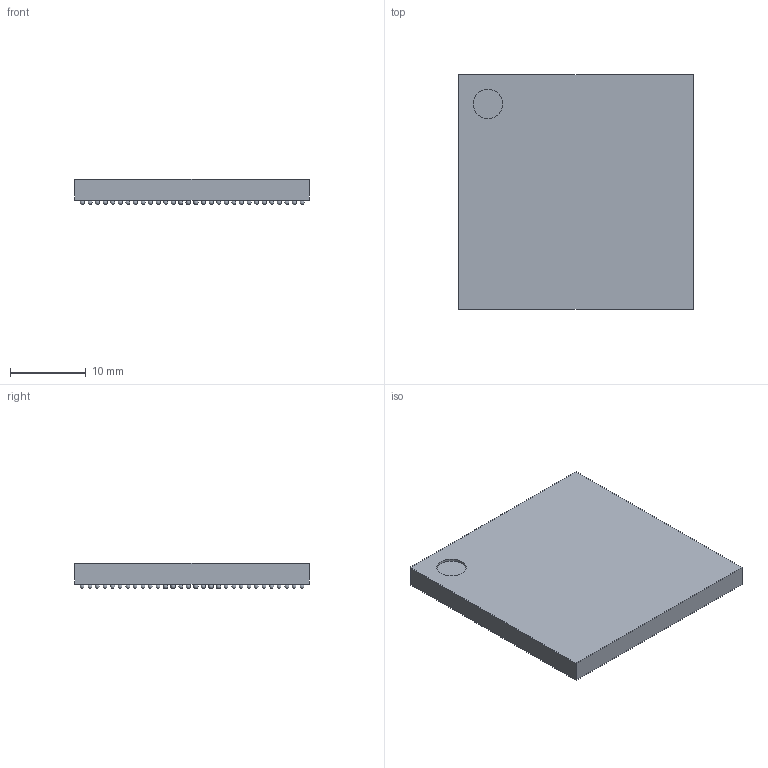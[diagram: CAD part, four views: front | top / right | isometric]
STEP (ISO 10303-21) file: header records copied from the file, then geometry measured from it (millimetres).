
FILE_DESCRIPTION(('FreeCAD Model'),'2;1');
FILE_NAME('562117.3.1.stp','2022-06-12T06:25:51',( 'Author'),(''),'Open CASCADE STEP processor 6.9','FreeCAD','Unknown' );
FILE_SCHEMA(('AUTOMOTIVE_DESIGN { 1 0 10303 214 1 1 1 1 }'));
Length unit declared in the file: millimetre
Products named in the file (3): ASSEMBLY; Array; Body
Assembly tree (2 placements, depth 2):
  ASSEMBLY
    Array
    Body
Bounding box: 31 x 31 x 3.35 mm (x, y, z)
Volume: 2740.6 mm3; surface area: 3285 mm2
Topology: 901 solids, 901 shells, 908 faces, 2715 edges, 1810 vertices
Faces by surface type: sphere 900, plane 7, cylinder 1
Full cylindrical faces by diameter (mm): 3.875 x1
Entity records: 19355 total; most frequent: DIRECTION 1869, CARTESIAN_POINT 1866, AXIS2_PLACEMENT_3D 913, VERTEX_POINT 910, FACE_BOUND 909, ADVANCED_FACE 908, MANIFOLD_SOLID_BREP 901, CLOSED_SHELL 901
